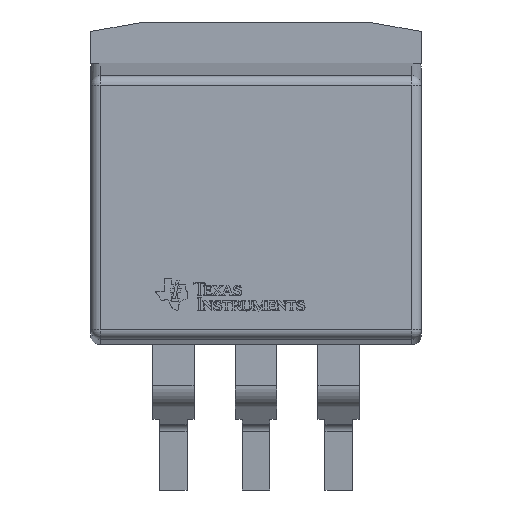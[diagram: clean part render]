
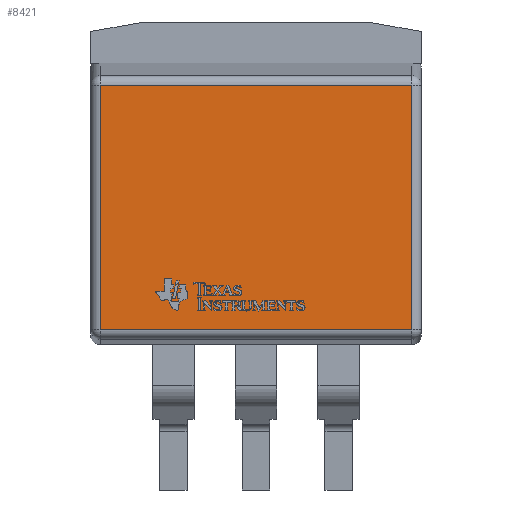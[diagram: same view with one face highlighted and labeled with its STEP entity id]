
A CAD part, top view. The second image highlights one B-rep face of the part: STEP entity #8421.
In plain terms, the highlighted face is planar.
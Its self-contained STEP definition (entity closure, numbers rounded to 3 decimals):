
#595=PLANE('',#8932);
#910=FACE_OUTER_BOUND('',#1383,.T.);
#1383=EDGE_LOOP('',(#5880,#5881,#5882,#5883));
#1848=LINE('',#10882,#2765);
#1850=LINE('',#10890,#2767);
#1853=LINE('',#10903,#2770);
#1855=LINE('',#10912,#2772);
#2765=VECTOR('',#9261,7.499);
#2767=VECTOR('',#9269,9.56);
#2770=VECTOR('',#9284,7.499);
#2772=VECTOR('',#9296,9.56);
#3703=VERTEX_POINT('',#10879);
#3704=VERTEX_POINT('',#10881);
#3707=VERTEX_POINT('',#10889);
#3709=VERTEX_POINT('',#10897);
#4553=EDGE_CURVE('',#3703,#3704,#1848,.T.);
#4557=EDGE_CURVE('',#3704,#3707,#1850,.T.);
#4564=EDGE_CURVE('',#3707,#3709,#1853,.T.);
#4569=EDGE_CURVE('',#3709,#3703,#1855,.T.);
#5880=ORIENTED_EDGE('',*,*,#4553,.F.);
#5881=ORIENTED_EDGE('',*,*,#4569,.F.);
#5882=ORIENTED_EDGE('',*,*,#4564,.F.);
#5883=ORIENTED_EDGE('',*,*,#4557,.F.);
#8421=ADVANCED_FACE('',(#910),#595,.T.);
#8932=AXIS2_PLACEMENT_3D('',#10941,#9329,#9330);
#9261=DIRECTION('',(0.,0.,1.));
#9269=DIRECTION('',(-1.,0.,0.));
#9284=DIRECTION('',(0.,0.,-1.));
#9296=DIRECTION('',(1.,0.,0.));
#9329=DIRECTION('center_axis',(0.,1.,0.));
#9330=DIRECTION('ref_axis',(-1.,0.,0.));
#10879=CARTESIAN_POINT('',(4.78,4.69,0.685));
#10881=CARTESIAN_POINT('',(4.78,4.69,8.184));
#10882=CARTESIAN_POINT('',(4.78,4.69,0.));
#10889=CARTESIAN_POINT('',(-4.78,4.69,8.184));
#10890=CARTESIAN_POINT('',(5.588,4.69,8.184));
#10897=CARTESIAN_POINT('',(-4.78,4.69,0.685));
#10903=CARTESIAN_POINT('',(-4.78,4.69,0.));
#10912=CARTESIAN_POINT('',(5.588,4.69,0.685));
#10941=CARTESIAN_POINT('Origin',(5.08,4.69,0.));
